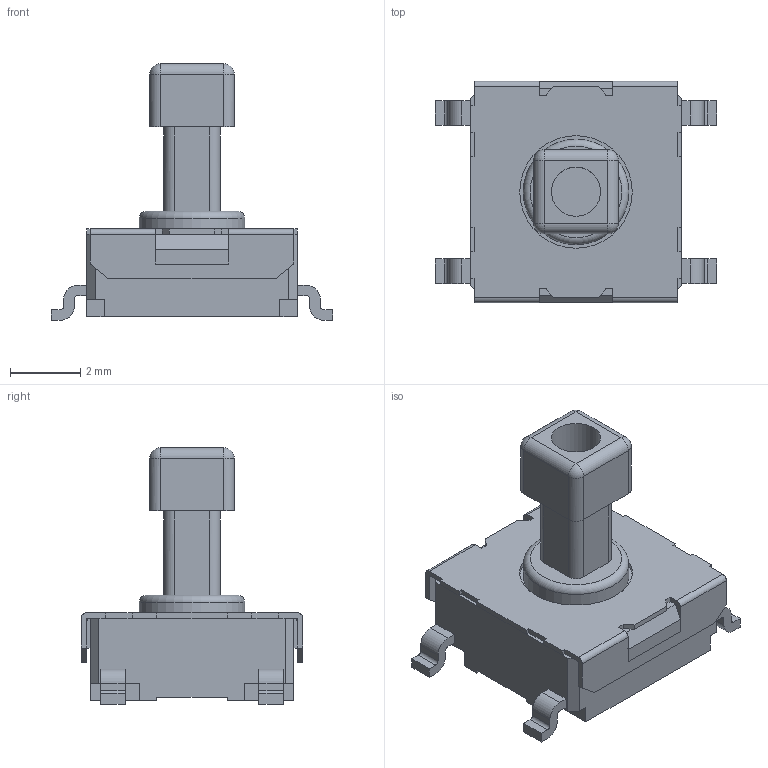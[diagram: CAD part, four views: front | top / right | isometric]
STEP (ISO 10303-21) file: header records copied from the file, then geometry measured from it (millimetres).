
FILE_DESCRIPTION(/* description */ ('model of SW_SPST_Omron_B3FS-105xP'),/* implementation_level */ '2;1');
FILE_NAME(/* name */ 'SW_SPST_Omron_B3FS-105xP.step',/* time_stamp */ '1970-01-01T00:00:00',/* author */ ('KiCAD','kicad'),/* organization */ ('OCCT'),/* preprocessor_version */ '',/* originating_system */ 'KiCAD',/* authorisation */ '');
FILE_SCHEMA(('AUTOMOTIVE_DESIGN { 1 0 10303 214 1 1 1 1 }'));
Length unit declared in the file: millimetre
Products named in the file (1): SW_SPST_Omron_B3FS-105xP
Bounding box: 8 x 6.3 x 7.3 mm (x, y, z)
Volume: 104.5 mm3; surface area: 218.1 mm2
Topology: 1 solids, 1 shells, 193 faces, 529 edges, 335 vertices
Faces by surface type: plane 153, cylinder 27, bspline 8, sphere 4, torus 1
Full cylindrical faces by diameter (mm): 1.4 x1, 3 x1, 3.2 x1
Entity records: 4273 total; most frequent: ORIENTED_EDGE 835, CARTESIAN_POINT 778, EDGE_CURVE 525, LINE 387, VERTEX_POINT 335, AXIS2_PLACEMENT_3D 212, FACE_BOUND 202, EDGE_LOOP 202
